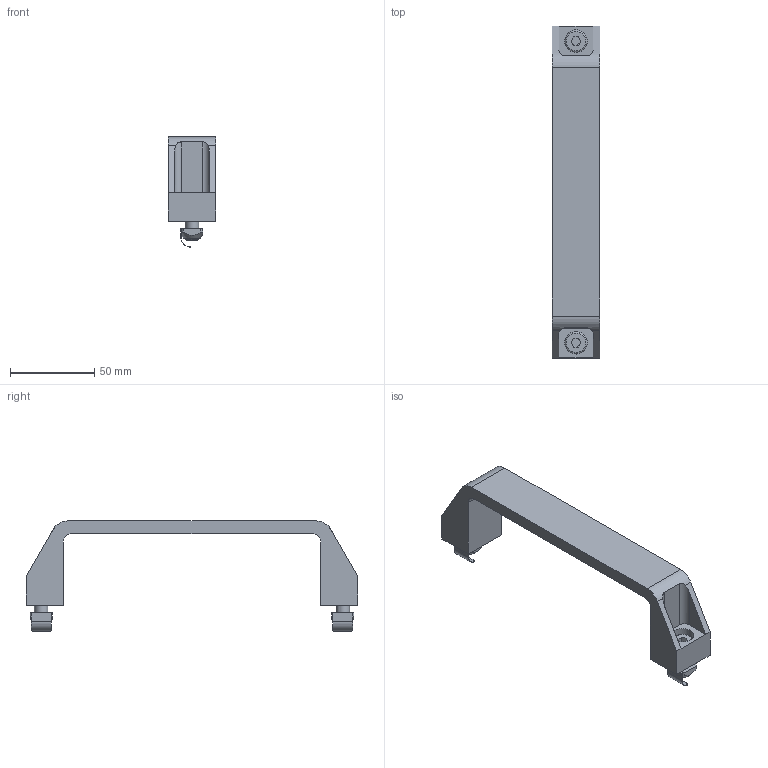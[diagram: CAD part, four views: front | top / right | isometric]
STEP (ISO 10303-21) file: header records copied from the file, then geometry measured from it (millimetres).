
FILE_DESCRIPTION(/* description */ ('mit Gleitmutter mit Federblech'),/* implementation_level */ '2;1');
FILE_NAME(/* name */ '211094-4.step',/* time_stamp */ '2021-08-26T11:39:25+02:00',/* author */ ('Oster'),/* organization */ (''),/* preprocessor_version */ 'ST-DEVELOPER v18.1',/* originating_system */ 'Autodesk Inventor 2021',/* authorisation */ '');
FILE_SCHEMA (('AUTOMOTIVE_DESIGN { 1 0 10303 214 3 1 1 }'));
Length unit declared in the file: millimetre
Products named in the file (4): MTW_1-00044853; leer; leer_1; 21-1351-2FZ.005
Assembly tree (5 placements, depth 2):
  MTW_1-00044853
    leer
    leer_1  x2
    21-1351-2FZ.005  x2
Bounding box: 28 x 197 x 65.3 mm (x, y, z)
Volume: 66019.9 mm3; surface area: 26758.8 mm2
Topology: 5 solids, 5 shells, 106 faces, 272 edges, 180 vertices
Faces by surface type: plane 70, cylinder 26, cone 6, torus 4
Full cylindrical faces by diameter (mm): 8 x4, 8.5 x2, 13 x2, 13.5 x2
Entity records: 2386 total; most frequent: CARTESIAN_POINT 509, ORIENTED_EDGE 362, DIRECTION 360, EDGE_CURVE 181, AXIS2_PLACEMENT_3D 123, VERTEX_POINT 120, LINE 114, VECTOR 114
